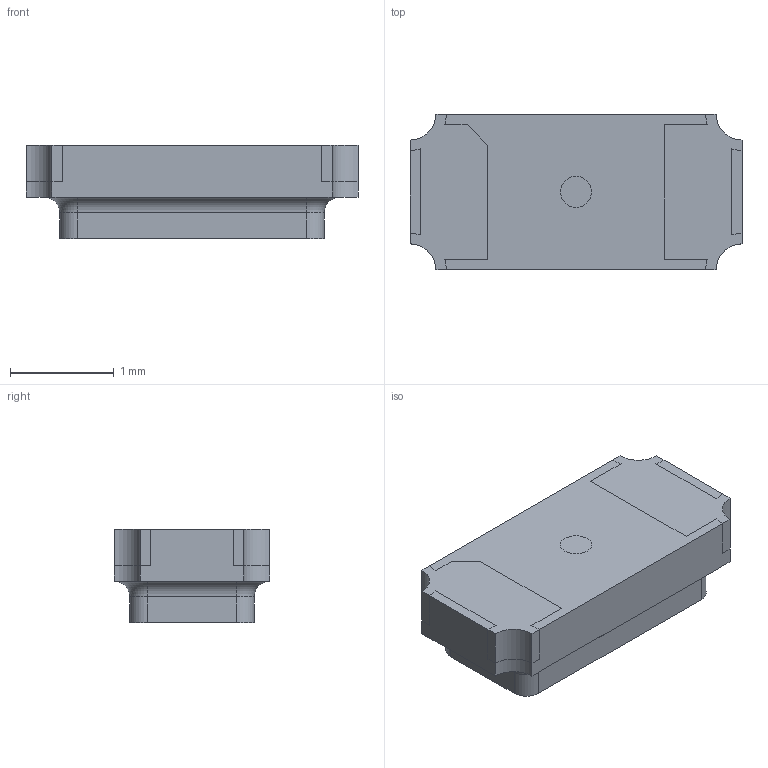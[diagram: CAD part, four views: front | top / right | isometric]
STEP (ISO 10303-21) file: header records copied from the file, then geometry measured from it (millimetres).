
FILE_DESCRIPTION (( 'STEP AP214' ), '1' );
FILE_NAME ('FC-135 32.7680KA-A5.STEP', '2022-04-07T08:33:18', ( '' ), ( '' ), 'SwSTEP 2.0', 'SolidWorks 2018', '' );
FILE_SCHEMA (( 'AUTOMOTIVE_DESIGN' ));
Length unit declared in the file: millimetre
Products named in the file (1): FC-135 32.7680KA-A5
Bounding box: 3.2 x 1.5 x 0.9 mm (x, y, z)
Volume: 3.6 mm3; surface area: 31 mm2
Topology: 5 solids, 5 shells, 91 faces, 236 edges, 156 vertices
Faces by surface type: plane 51, cylinder 36, torus 4
Entity records: 3616 total; most frequent: DIRECTION 500, CARTESIAN_POINT 484, ORIENTED_EDGE 472, EDGE_CURVE 236, AXIS2_PLACEMENT_3D 172, LINE 156, VERTEX_POINT 156, VECTOR 156
